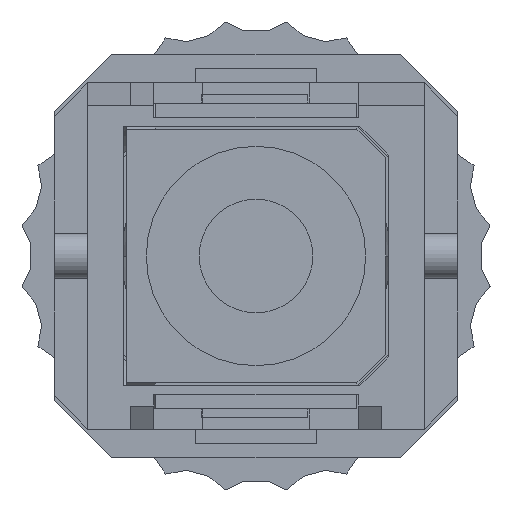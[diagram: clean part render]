
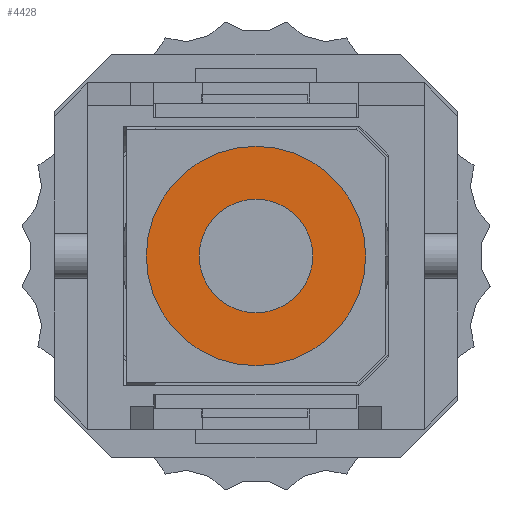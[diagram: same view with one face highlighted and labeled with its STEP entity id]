
A CAD part, front view. The second image highlights one B-rep face of the part: STEP entity #4428.
In plain terms, the highlighted face is planar.
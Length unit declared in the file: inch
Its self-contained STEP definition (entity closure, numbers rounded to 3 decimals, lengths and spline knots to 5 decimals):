
#4261 = VERTEX_POINT ( 'NONE', #12559 ) ;
#4387 = EDGE_CURVE ( 'NONE', #4464, #4388, #12874, .T. ) ;
#4388 = VERTEX_POINT ( 'NONE', #12809 ) ;
#4428 = ADVANCED_FACE ( 'NONE', ( #12942, #12941 ), #12940, .F. ) ;
#4429 = EDGE_LOOP ( 'NONE', ( #4430, #4432 ) ) ;
#4430 = ORIENTED_EDGE ( 'NONE', *, *, #4431, .T. ) ;
#4431 = EDGE_CURVE ( 'NONE', #4261, #4491, #12916, .T. ) ;
#4432 = ORIENTED_EDGE ( 'NONE', *, *, #4489, .T. ) ;
#4433 = EDGE_LOOP ( 'NONE', ( #4434, #4436 ) ) ;
#4434 = ORIENTED_EDGE ( 'NONE', *, *, #4435, .F. ) ;
#4435 = EDGE_CURVE ( 'NONE', #4388, #4464, #12910, .T. ) ;
#4436 = ORIENTED_EDGE ( 'NONE', *, *, #4387, .F. ) ;
#4464 = VERTEX_POINT ( 'NONE', #13025 ) ;
#4489 = EDGE_CURVE ( 'NONE', #4491, #4261, #13057, .T. ) ;
#4491 = VERTEX_POINT ( 'NONE', #13049 ) ;
#12559 = CARTESIAN_POINT ( 'NONE',  ( 0., 0.121, 0.095 ) ) ;
#12808 = CARTESIAN_POINT ( 'NONE',  ( 0., 0.121, 0. ) ) ;
#12809 = CARTESIAN_POINT ( 'NONE',  ( 0., 0.121, -0.04925 ) ) ;
#12871 = DIRECTION ( 'NONE',  ( 0., 0., -1. ) ) ;
#12872 = DIRECTION ( 'NONE',  ( 0., 1., 0. ) ) ;
#12873 = AXIS2_PLACEMENT_3D ( 'NONE', #12808, #12872, #12871 ) ;
#12874 = CIRCLE ( 'NONE', #12873, 0.04925 ) ;
#12906 = DIRECTION ( 'NONE',  ( 0., 0., -1. ) ) ;
#12907 = DIRECTION ( 'NONE',  ( 0., 1., 0. ) ) ;
#12908 = CARTESIAN_POINT ( 'NONE',  ( 0., 0.121, 0. ) ) ;
#12909 = AXIS2_PLACEMENT_3D ( 'NONE', #12908, #12907, #12906 ) ;
#12910 = CIRCLE ( 'NONE', #12909, 0.04925 ) ;
#12912 = DIRECTION ( 'NONE',  ( 0., 0., -1. ) ) ;
#12913 = DIRECTION ( 'NONE',  ( 0., 1., 0. ) ) ;
#12914 = CARTESIAN_POINT ( 'NONE',  ( 0., 0.121, 0. ) ) ;
#12915 = AXIS2_PLACEMENT_3D ( 'NONE', #12914, #12913, #12912 ) ;
#12916 = CIRCLE ( 'NONE', #12915, 0.095 ) ;
#12917 = DIRECTION ( 'NONE',  ( 0., 0., -1. ) ) ;
#12918 = DIRECTION ( 'NONE',  ( 0., -1., 0. ) ) ;
#12919 = CARTESIAN_POINT ( 'NONE',  ( -0.11, 0.121, 0.0875 ) ) ;
#12920 = AXIS2_PLACEMENT_3D ( 'NONE', #12919, #12918, #12917 ) ;
#12940 = PLANE ( 'NONE',  #12920 ) ;
#12941 = FACE_BOUND ( 'NONE', #4433, .T. ) ;
#12942 = FACE_OUTER_BOUND ( 'NONE', #4429, .T. ) ;
#12967 = CARTESIAN_POINT ( 'NONE',  ( 0., 0.121, 0. ) ) ;
#13025 = CARTESIAN_POINT ( 'NONE',  ( 0., 0.121, 0.04925 ) ) ;
#13049 = CARTESIAN_POINT ( 'NONE',  ( 0., 0.121, -0.095 ) ) ;
#13054 = DIRECTION ( 'NONE',  ( 0., 0., -1. ) ) ;
#13055 = DIRECTION ( 'NONE',  ( 0., 1., 0. ) ) ;
#13056 = AXIS2_PLACEMENT_3D ( 'NONE', #12967, #13055, #13054 ) ;
#13057 = CIRCLE ( 'NONE', #13056, 0.095 ) ;
